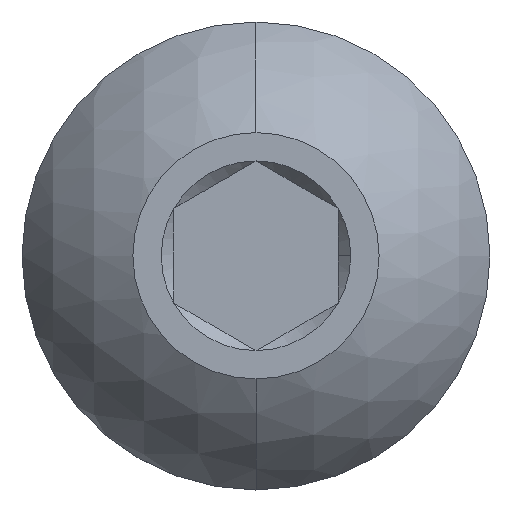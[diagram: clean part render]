
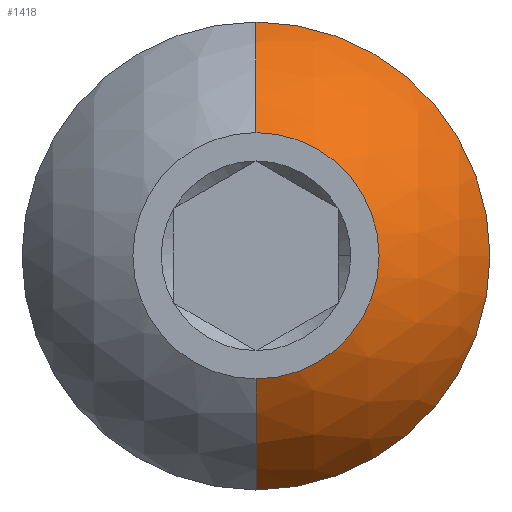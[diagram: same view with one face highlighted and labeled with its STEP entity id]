
A CAD part, top view. The second image highlights one B-rep face of the part: STEP entity #1418.
In plain terms, the highlighted spherical face has radius 3.172 mm.
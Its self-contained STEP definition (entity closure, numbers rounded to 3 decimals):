
#118 = CARTESIAN_POINT ( 'NONE',  ( 0., 0., -2.795 ) ) ;
#238 = CARTESIAN_POINT ( 'NONE',  ( 0., 2.85, -1.403 ) ) ;
#302 = AXIS2_PLACEMENT_3D ( 'NONE', #4307, #819, #2575 ) ;
#819 = DIRECTION ( 'NONE',  ( 0., 0., 1. ) ) ;
#871 = EDGE_CURVE ( 'NONE', #5142, #2604, #4871, .T. ) ;
#899 = AXIS2_PLACEMENT_3D ( 'NONE', #4843, #2216, #5284 ) ;
#1014 = CARTESIAN_POINT ( 'NONE',  ( 0., 0., -1.403 ) ) ;
#1255 = CARTESIAN_POINT ( 'NONE',  ( 0., 1.5, 0. ) ) ;
#1281 = ORIENTED_EDGE ( 'NONE', *, *, #4804, .T. ) ;
#1418 = ADVANCED_FACE ( 'NONE', ( #3006 ), #2190, .T. ) ;
#1449 = DIRECTION ( 'NONE',  ( 0., 1., 0. ) ) ;
#1679 = CARTESIAN_POINT ( 'NONE',  ( 0., -2.85, -1.403 ) ) ;
#1741 = CARTESIAN_POINT ( 'NONE',  ( 2.85, 0., -1.403 ) ) ;
#1841 = ORIENTED_EDGE ( 'NONE', *, *, #3061, .F. ) ;
#1908 = DIRECTION ( 'NONE',  ( -1., 0., 0. ) ) ;
#2145 = CIRCLE ( 'NONE', #4079, 3.172 ) ;
#2190 = SPHERICAL_SURFACE ( 'NONE', #899, 3.172 ) ;
#2216 = DIRECTION ( 'NONE',  ( 1., 0., 0. ) ) ;
#2302 = CARTESIAN_POINT ( 'NONE',  ( 0., 0., -1.403 ) ) ;
#2338 = DIRECTION ( 'NONE',  ( 0., 0., 1. ) ) ;
#2575 = DIRECTION ( 'NONE',  ( 1., 0., 0. ) ) ;
#2604 = VERTEX_POINT ( 'NONE', #1741 ) ;
#2785 = DIRECTION ( 'NONE',  ( 0., -1., 0. ) ) ;
#2821 = EDGE_CURVE ( 'NONE', #4924, #3543, #3153, .T. ) ;
#3006 = FACE_OUTER_BOUND ( 'NONE', #5100, .T. ) ;
#3027 = CIRCLE ( 'NONE', #302, 1.5 ) ;
#3061 = EDGE_CURVE ( 'NONE', #5142, #4714, #2145, .T. ) ;
#3153 = CIRCLE ( 'NONE', #4692, 3.172 ) ;
#3219 = EDGE_CURVE ( 'NONE', #4714, #3543, #3027, .T. ) ;
#3255 = DIRECTION ( 'NONE',  ( 1., 0., 0. ) ) ;
#3367 = CIRCLE ( 'NONE', #3683, 2.85 ) ;
#3489 = DIRECTION ( 'NONE',  ( 0., 0., 1. ) ) ;
#3543 = VERTEX_POINT ( 'NONE', #1255 ) ;
#3573 = CARTESIAN_POINT ( 'NONE',  ( 0., -1.5, 0. ) ) ;
#3683 = AXIS2_PLACEMENT_3D ( 'NONE', #2302, #2338, #3255 ) ;
#3792 = ORIENTED_EDGE ( 'NONE', *, *, #2821, .T. ) ;
#3958 = AXIS2_PLACEMENT_3D ( 'NONE', #1014, #3489, #4464 ) ;
#4079 = AXIS2_PLACEMENT_3D ( 'NONE', #5004, #1908, #2785 ) ;
#4307 = CARTESIAN_POINT ( 'NONE',  ( 0., 0., 0. ) ) ;
#4464 = DIRECTION ( 'NONE',  ( 1., 0., 0. ) ) ;
#4692 = AXIS2_PLACEMENT_3D ( 'NONE', #118, #5355, #1449 ) ;
#4714 = VERTEX_POINT ( 'NONE', #3573 ) ;
#4804 = EDGE_CURVE ( 'NONE', #2604, #4924, #3367, .T. ) ;
#4843 = CARTESIAN_POINT ( 'NONE',  ( 0., 0., -2.795 ) ) ;
#4871 = CIRCLE ( 'NONE', #3958, 2.85 ) ;
#4924 = VERTEX_POINT ( 'NONE', #238 ) ;
#5004 = CARTESIAN_POINT ( 'NONE',  ( 0., 0., -2.795 ) ) ;
#5100 = EDGE_LOOP ( 'NONE', ( #5396, #1281, #3792, #5626, #1841 ) ) ;
#5142 = VERTEX_POINT ( 'NONE', #1679 ) ;
#5284 = DIRECTION ( 'NONE',  ( 0., -1., 0. ) ) ;
#5355 = DIRECTION ( 'NONE',  ( 1., 0., 0. ) ) ;
#5396 = ORIENTED_EDGE ( 'NONE', *, *, #871, .T. ) ;
#5626 = ORIENTED_EDGE ( 'NONE', *, *, #3219, .F. ) ;
